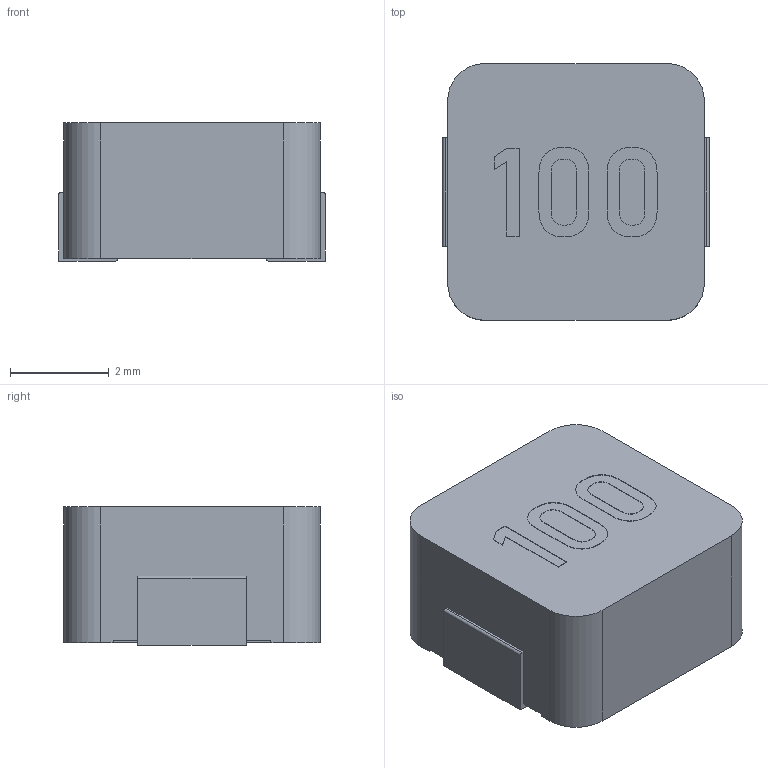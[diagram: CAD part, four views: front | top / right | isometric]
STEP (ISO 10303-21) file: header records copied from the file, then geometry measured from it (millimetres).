
FILE_DESCRIPTION(/* description */ (''),/* implementation_level */ '2;1');
FILE_NAME(/* name */ 'MWSA0503.step',/* time_stamp */ '2020-05-31T15:30:57+02:00',/* author */ (''),/* organization */ (''),/* preprocessor_version */ 'ST-DEVELOPER v18.1',/* originating_system */ 'Autodesk Translation Framework v9.3.0.1241',/* authorisation */ '');
FILE_SCHEMA (('AUTOMOTIVE_DESIGN { 1 0 10303 214 3 1 1 }'));
Length unit declared in the file: millimetre
Products named in the file (1): MWSA0503
Bounding box: 5.4 x 5.2 x 2.8 mm (x, y, z)
Volume: 73.6 mm3; surface area: 109.9 mm2
Topology: 1 solids, 1 shells, 86 faces, 237 edges, 158 vertices
Faces by surface type: plane 46, bspline 32, cylinder 8
Entity records: 3083 total; most frequent: CARTESIAN_POINT 1026, ORIENTED_EDGE 474, DIRECTION 299, EDGE_CURVE 237, VERTEX_POINT 158, LINE 157, VECTOR 157, EDGE_LOOP 91
